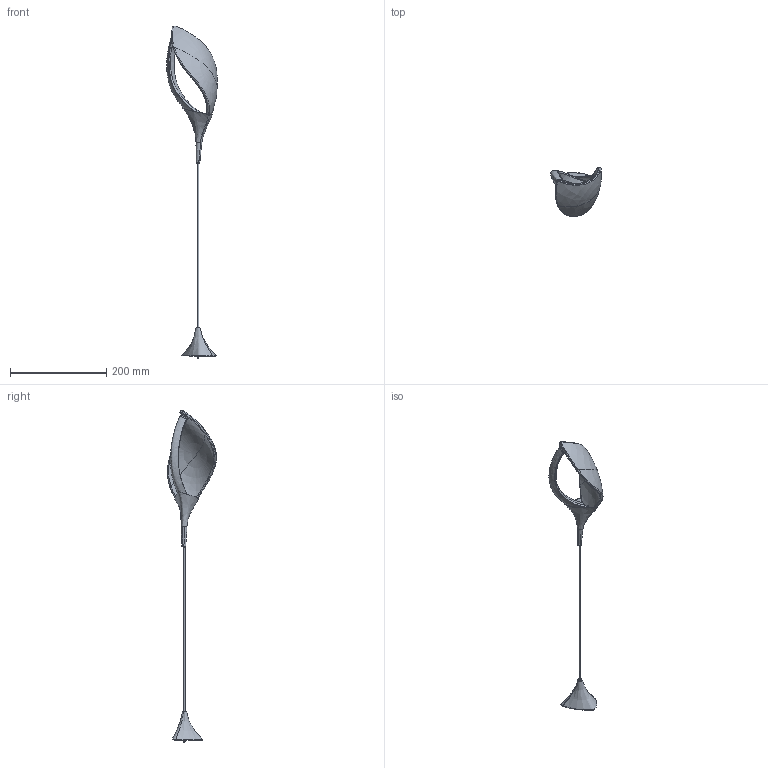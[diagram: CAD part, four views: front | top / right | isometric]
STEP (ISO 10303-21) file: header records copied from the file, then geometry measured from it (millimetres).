
FILE_DESCRIPTION (( 'STEP AP203' ), '1' );
FILE_NAME ('NIA S1 LED_STEP.STEP', '2016-01-11T09:06:40', ( 'admin' ), ( '' ), 'SwSTEP 2.0', 'SolidWorks 2015', '' );
FILE_SCHEMA (( 'CONFIG_CONTROL_DESIGN' ));
Products named in the file (2): NIA S1 LED_STEP
Bounding box: 105.23 x 102.03 x 691.23 mm (x, y, z)
Surface area: 81683.2 mm2 (no closed solid volume)
Topology: 0 solids, 9 shells, 87 faces, 252 edges, 164 vertices
Faces by surface type: bspline 77, plane 6, cylinder 4
Entity records: 46641 total; most frequent: CARTESIAN_POINT 44953, ORIENTED_EDGE 407, EDGE_CURVE 244, B_SPLINE_CURVE_WITH_KNOTS 198, VERTEX_POINT 164, EDGE_LOOP 97, DIRECTION 90, ADVANCED_FACE 87
